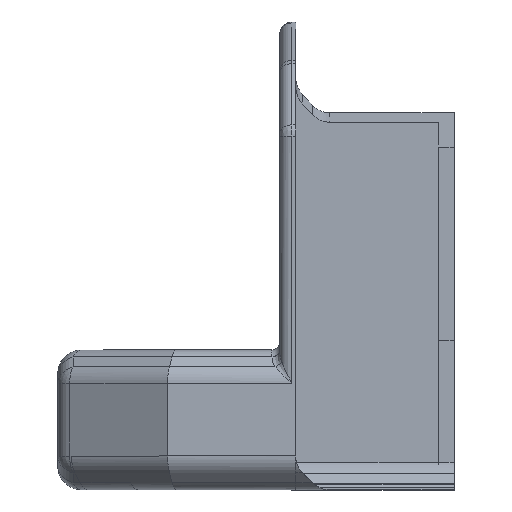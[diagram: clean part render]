
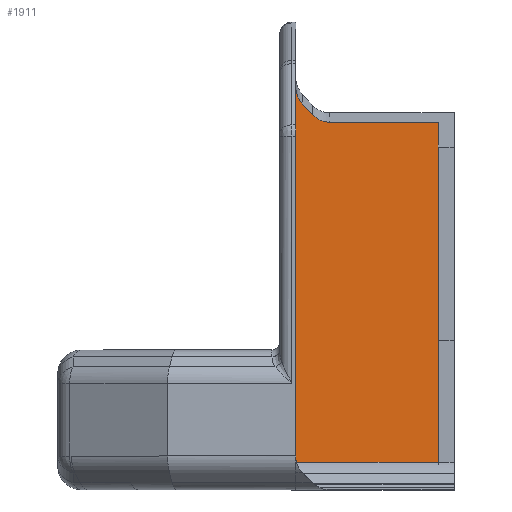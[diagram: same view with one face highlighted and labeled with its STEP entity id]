
A CAD part, top view. The second image highlights one B-rep face of the part: STEP entity #1911.
In plain terms, the highlighted planar face has unit normal (0, 0, 1).
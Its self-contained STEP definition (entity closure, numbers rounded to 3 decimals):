
#118=ELLIPSE('',#2058,3.231,3.);
#119=ELLIPSE('',#2059,3.231,3.);
#148=FACE_OUTER_BOUND('',#273,.T.);
#273=EDGE_LOOP('',(#1309,#1310,#1311,#1312,#1313,#1314,#1315));
#506=LINE('',#2908,#666);
#510=LINE('',#2916,#670);
#511=LINE('',#2918,#671);
#512=LINE('',#2922,#672);
#513=LINE('',#2925,#673);
#666=VECTOR('',#2300,10.);
#670=VECTOR('',#2306,10.);
#671=VECTOR('',#2307,10.);
#672=VECTOR('',#2310,10.);
#673=VECTOR('',#2313,10.);
#835=VERTEX_POINT('',#2905);
#836=VERTEX_POINT('',#2907);
#839=VERTEX_POINT('',#2915);
#840=VERTEX_POINT('',#2917);
#841=VERTEX_POINT('',#2919);
#842=VERTEX_POINT('',#2921);
#843=VERTEX_POINT('',#2923);
#1012=EDGE_CURVE('',#836,#835,#506,.T.);
#1016=EDGE_CURVE('',#835,#839,#510,.T.);
#1017=EDGE_CURVE('',#840,#839,#511,.F.);
#1018=EDGE_CURVE('',#841,#840,#118,.F.);
#1019=EDGE_CURVE('',#842,#841,#512,.F.);
#1020=EDGE_CURVE('',#843,#842,#119,.F.);
#1021=EDGE_CURVE('',#836,#843,#513,.T.);
#1309=ORIENTED_EDGE('',*,*,#1016,.T.);
#1310=ORIENTED_EDGE('',*,*,#1017,.F.);
#1311=ORIENTED_EDGE('',*,*,#1018,.F.);
#1312=ORIENTED_EDGE('',*,*,#1019,.F.);
#1313=ORIENTED_EDGE('',*,*,#1020,.F.);
#1314=ORIENTED_EDGE('',*,*,#1021,.F.);
#1315=ORIENTED_EDGE('',*,*,#1012,.T.);
#1870=PLANE('',#2057);
#1911=ADVANCED_FACE('',(#148),#1870,.T.);
#2057=AXIS2_PLACEMENT_3D('',#2914,#2304,#2305);
#2058=AXIS2_PLACEMENT_3D('',#2920,#2308,#2309);
#2059=AXIS2_PLACEMENT_3D('',#2924,#2311,#2312);
#2300=DIRECTION('',(1.,0.,0.));
#2304=DIRECTION('center_axis',(0.,0.,
1.));
#2305=DIRECTION('ref_axis',(0.,-1.,0.));
#2306=DIRECTION('',(0.,1.,0.));
#2307=DIRECTION('',(-1.,0.,0.));
#2308=DIRECTION('center_axis',(0.,0.,
-1.));
#2309=DIRECTION('ref_axis',(0.,-1.,0.));
#2310=DIRECTION('',(-0.68,0.733,0.));
#2311=DIRECTION('center_axis',(0.,0.,
-1.));
#2312=DIRECTION('ref_axis',(0.,-1.,0.));
#2313=DIRECTION('',(0.,1.,0.));
#2905=CARTESIAN_POINT('',(-211.994,42.27,15.666));
#2907=CARTESIAN_POINT('',(-229.994,42.27,15.666));
#2908=CARTESIAN_POINT('',(-229.994,42.27,15.666));
#2914=CARTESIAN_POINT('Origin',(-229.994,85.144,15.666));
#2915=CARTESIAN_POINT('',(-211.994,87.152,15.666));
#2916=CARTESIAN_POINT('',(-211.994,71.772,15.666));
#2917=CARTESIAN_POINT('',(-225.751,87.152,15.666));
#2918=CARTESIAN_POINT('',(-219.994,87.152,15.666));
#2919=CARTESIAN_POINT('',(-227.873,88.098,15.666));
#2920=CARTESIAN_POINT('Origin',(-225.751,90.383,15.666));
#2921=CARTESIAN_POINT('',(-229.115,89.436,15.666));
#2922=CARTESIAN_POINT('',(-225.11,85.123,15.666));
#2923=CARTESIAN_POINT('',(-229.994,91.721,15.666));
#2924=CARTESIAN_POINT('Origin',(-226.994,91.721,15.666));
#2925=CARTESIAN_POINT('',(-229.994,84.711,15.666));
